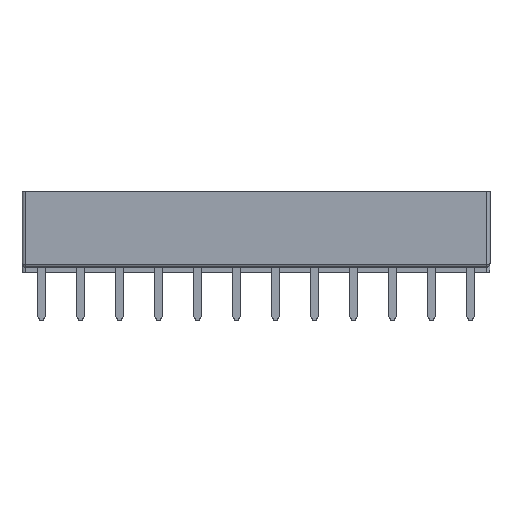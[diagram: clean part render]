
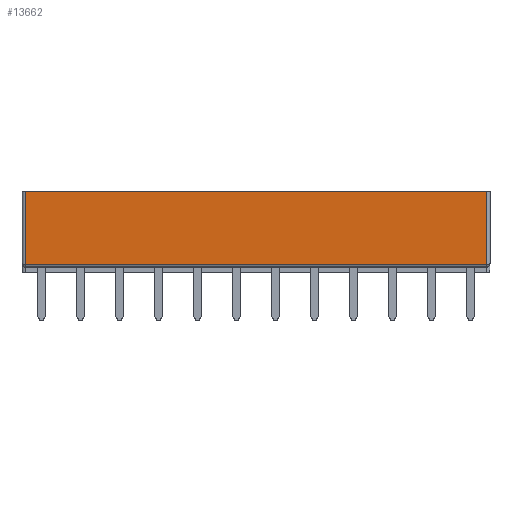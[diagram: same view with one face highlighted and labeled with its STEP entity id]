
A CAD part, front view. The second image highlights one B-rep face of the part: STEP entity #13662.
In plain terms, the highlighted planar face has unit normal (0, -0.999, -0.035).
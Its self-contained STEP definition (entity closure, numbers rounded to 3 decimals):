
#618=PLANE('',#14531);
#1301=FACE_OUTER_BOUND('',#2043,.T.);
#2043=EDGE_LOOP('',(#11239,#11240,#11241,#11242));
#2430=LINE('',#18622,#3997);
#2459=LINE('',#18816,#4026);
#2461=LINE('',#18819,#4028);
#2466=LINE('',#18829,#4033);
#3997=VECTOR('',#15102,10.);
#4026=VECTOR('',#15271,10.);
#4028=VECTOR('',#15275,10.);
#4033=VECTOR('',#15286,10.);
#5835=VERTEX_POINT('',#18619);
#5836=VERTEX_POINT('',#18621);
#5889=VERTEX_POINT('',#18797);
#5895=VERTEX_POINT('',#18812);
#7138=EDGE_CURVE('',#5835,#5836,#2430,.T.);
#7215=EDGE_CURVE('',#5836,#5895,#2459,.T.);
#7217=EDGE_CURVE('',#5895,#5889,#2461,.T.);
#7223=EDGE_CURVE('',#5889,#5835,#2466,.T.);
#11239=ORIENTED_EDGE('',*,*,#7215,.F.);
#11240=ORIENTED_EDGE('',*,*,#7138,.F.);
#11241=ORIENTED_EDGE('',*,*,#7223,.F.);
#11242=ORIENTED_EDGE('',*,*,#7217,.F.);
#13662=ADVANCED_FACE('',(#1301),#618,.T.);
#14531=AXIS2_PLACEMENT_3D('',#20958,#17017,#17018);
#15102=DIRECTION('',(1.,0.,0.));
#15271=DIRECTION('',(0.,0.035,-0.999));
#15275=DIRECTION('',(-1.,0.,0.));
#15286=DIRECTION('',(0.,-0.035,0.999));
#17017=DIRECTION('center_axis',(0.,-0.999,
-0.035));
#17018=DIRECTION('ref_axis',(0.,0.035,-0.999));
#18619=CARTESIAN_POINT('',(2.2,2.,4.95));
#18621=CARTESIAN_POINT('',(32.28,2.,4.95));
#18622=CARTESIAN_POINT('',(32.48,2.,4.95));
#18797=CARTESIAN_POINT('',(2.2,2.166,0.193));
#18812=CARTESIAN_POINT('',(32.28,2.166,0.193));
#18816=CARTESIAN_POINT('',(32.28,2.13,1.241));
#18819=CARTESIAN_POINT('',(13.43,2.166,0.193));
#18829=CARTESIAN_POINT('',(2.2,2.14,0.93));
#20958=CARTESIAN_POINT('Origin',(9.62,2.086,2.475));
